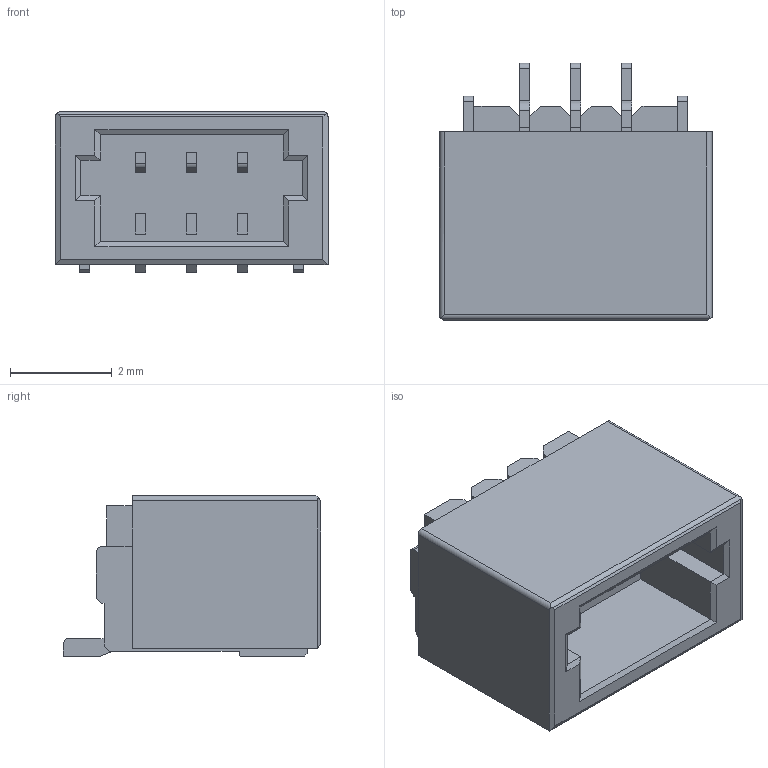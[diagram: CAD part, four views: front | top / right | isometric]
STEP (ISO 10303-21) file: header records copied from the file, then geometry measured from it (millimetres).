
FILE_DESCRIPTION (( 'STEP AP214' ), '1' );
FILE_NAME ('CONN-SMD_3P-P1.00_WAFER-SH1.0-3PWB.STEP', '2022-06-19T15:21:15', ( '微软用户' ), ( '微软中国' ), 'SwSTEP 2.0', 'SolidWorks 2020', '' );
FILE_SCHEMA (( 'AUTOMOTIVE_DESIGN' ));
Length unit declared in the file: millimetre
Products named in the file (1): CONN-SMD_3P-P1.00_WAFER-SH1.0-3PWB
Bounding box: 5.36 x 5.05 x 3.15 mm (x, y, z)
Volume: 49.5 mm3; surface area: 216.6 mm2
Topology: 7 solids, 7 shells, 440 faces, 1222 edges, 810 vertices
Faces by surface type: plane 321, bspline 98, cylinder 21
Entity records: 19312 total; most frequent: CARTESIAN_POINT 3797, ORIENTED_EDGE 2444, DIRECTION 1740, EDGE_CURVE 1222, VECTOR 978, LINE 978, VERTEX_POINT 810, EDGE_LOOP 466
